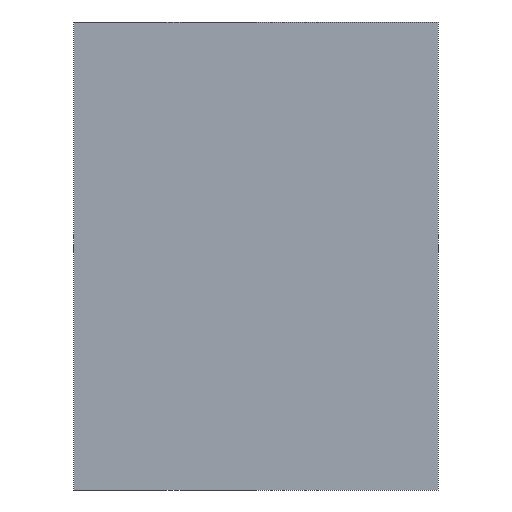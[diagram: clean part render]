
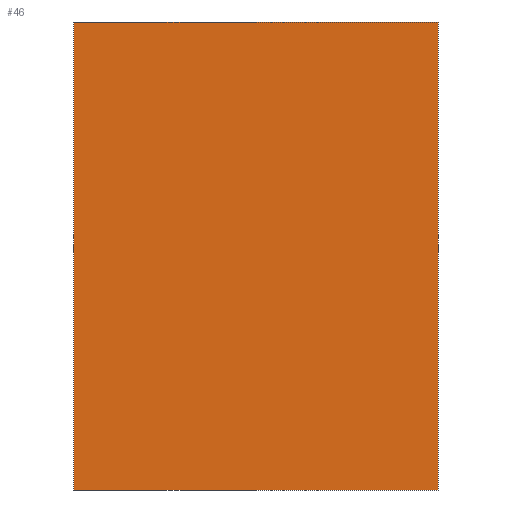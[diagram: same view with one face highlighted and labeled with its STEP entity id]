
A CAD part, front view. The second image highlights one B-rep face of the part: STEP entity #46.
In plain terms, the highlighted planar face has unit normal (0, -1, 0).
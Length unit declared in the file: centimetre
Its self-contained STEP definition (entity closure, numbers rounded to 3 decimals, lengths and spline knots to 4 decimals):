
#5 = LINE ( 'NONE', #107, #222 ) ;
#8 = CARTESIAN_POINT ( 'NONE',  ( 3.5, 0., -4.5 ) ) ;
#17 = EDGE_CURVE ( 'NONE', #23, #22, #44, .T. ) ;
#22 = VERTEX_POINT ( 'NONE', #8 ) ;
#23 = VERTEX_POINT ( 'NONE', #62 ) ;
#25 = EDGE_LOOP ( 'NONE', ( #71, #100, #58, #171 ) ) ;
#29 = CARTESIAN_POINT ( 'NONE',  ( 3.5, 0., 0. ) ) ;
#34 = DIRECTION ( 'NONE',  ( 1., 0., 0. ) ) ;
#36 = DIRECTION ( 'NONE',  ( 0., 0., -1. ) ) ;
#38 = VERTEX_POINT ( 'NONE', #218 ) ;
#44 = LINE ( 'NONE', #29, #154 ) ;
#46 = ADVANCED_FACE ( 'NONE', ( #47 ), #197, .F. ) ;
#47 = FACE_OUTER_BOUND ( 'NONE', #25, .T. ) ;
#52 = CARTESIAN_POINT ( 'NONE',  ( 0., 0., 0. ) ) ;
#58 = ORIENTED_EDGE ( 'NONE', *, *, #220, .T. ) ;
#62 = CARTESIAN_POINT ( 'NONE',  ( 3.5, 0., 0. ) ) ;
#65 = VECTOR ( 'NONE', #36, 100. ) ;
#66 = DIRECTION ( 'NONE',  ( 1., 0., 0. ) ) ;
#71 = ORIENTED_EDGE ( 'NONE', *, *, #215, .F. ) ;
#99 = VERTEX_POINT ( 'NONE', #147 ) ;
#100 = ORIENTED_EDGE ( 'NONE', *, *, #121, .T. ) ;
#105 = CARTESIAN_POINT ( 'NONE',  ( 0., 0., 0. ) ) ;
#107 = CARTESIAN_POINT ( 'NONE',  ( 0., 0., -4.5 ) ) ;
#121 = EDGE_CURVE ( 'NONE', #38, #99, #224, .T. ) ;
#142 = AXIS2_PLACEMENT_3D ( 'NONE', #105, #160, #237 ) ;
#145 = CARTESIAN_POINT ( 'NONE',  ( 0., 0., 0. ) ) ;
#147 = CARTESIAN_POINT ( 'NONE',  ( 0., 0., -4.5 ) ) ;
#154 = VECTOR ( 'NONE', #170, 100. ) ;
#160 = DIRECTION ( 'NONE',  ( 0., 1., 0. ) ) ;
#163 = LINE ( 'NONE', #145, #227 ) ;
#170 = DIRECTION ( 'NONE',  ( 0., 0., -1. ) ) ;
#171 = ORIENTED_EDGE ( 'NONE', *, *, #17, .F. ) ;
#197 = PLANE ( 'NONE',  #142 ) ;
#215 = EDGE_CURVE ( 'NONE', #38, #23, #163, .T. ) ;
#218 = CARTESIAN_POINT ( 'NONE',  ( 0., 0., 0. ) ) ;
#220 = EDGE_CURVE ( 'NONE', #99, #22, #5, .T. ) ;
#222 = VECTOR ( 'NONE', #34, 100. ) ;
#224 = LINE ( 'NONE', #52, #65 ) ;
#227 = VECTOR ( 'NONE', #66, 100. ) ;
#237 = DIRECTION ( 'NONE',  ( 0., 0., 1. ) ) ;
